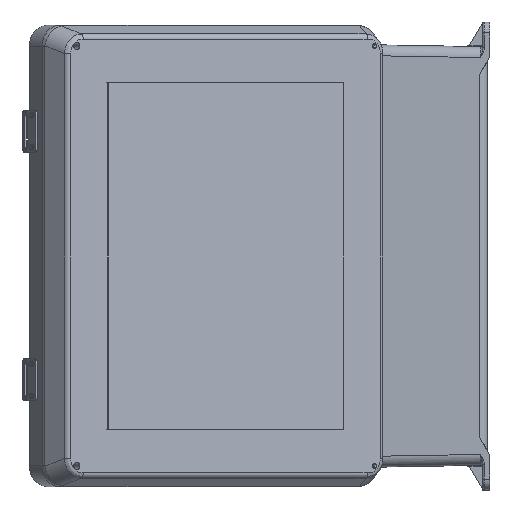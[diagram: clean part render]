
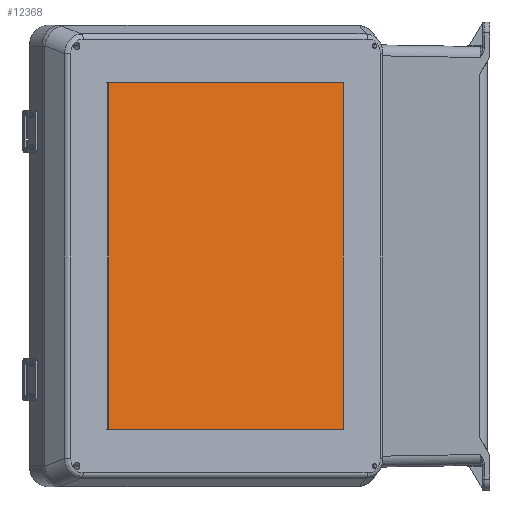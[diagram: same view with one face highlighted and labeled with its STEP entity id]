
A CAD part, left-side view. The second image highlights one B-rep face of the part: STEP entity #12368.
In plain terms, the highlighted face is planar.
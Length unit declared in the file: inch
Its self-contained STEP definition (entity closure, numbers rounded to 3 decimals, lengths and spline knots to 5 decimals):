
#834 = EDGE_CURVE ( 'NONE', #16143, #16144, #41802, .T. ) ;
#878 = EDGE_CURVE ( 'NONE', #16141, #16143, #41831, .T. ) ;
#882 = EDGE_CURVE ( 'NONE', #16150, #16141, #41834, .T. ) ;
#890 = EDGE_CURVE ( 'NONE', #16144, #16150, #41842, .T. ) ;
#4561 = EDGE_LOOP ( 'NONE', ( #9806, #9807, #9832, #9831 ) ) ;
#5017 = CARTESIAN_POINT ( 'NONE',  ( -4., 0.22, 5. ) ) ;
#5019 = CARTESIAN_POINT ( 'NONE',  ( 4., 0.22, 5. ) ) ;
#5020 = CARTESIAN_POINT ( 'NONE',  ( 4., 0.22, -5. ) ) ;
#5026 = CARTESIAN_POINT ( 'NONE',  ( -4., 0.22, -5. ) ) ;
#9806 = ORIENTED_EDGE ( 'NONE', *, *, #878, .T. ) ;
#9807 = ORIENTED_EDGE ( 'NONE', *, *, #834, .T. ) ;
#9831 = ORIENTED_EDGE ( 'NONE', *, *, #882, .T. ) ;
#9832 = ORIENTED_EDGE ( 'NONE', *, *, #890, .T. ) ;
#12368 = ADVANCED_FACE ( 'NONE', ( #39428 ), #24832, .T. ) ;
#16141 = VERTEX_POINT ( 'NONE', #5017 ) ;
#16143 = VERTEX_POINT ( 'NONE', #5019 ) ;
#16144 = VERTEX_POINT ( 'NONE', #5020 ) ;
#16150 = VERTEX_POINT ( 'NONE', #5026 ) ;
#24832 = PLANE ( 'NONE',  #33921 ) ;
#24833 = CARTESIAN_POINT ( 'NONE',  ( 4.5, 0.22, -5.5 ) ) ;
#24838 = DIRECTION ( 'NONE',  ( 0., 1., 0. ) ) ;
#24839 = DIRECTION ( 'NONE',  ( 0., 0., 1. ) ) ;
#26835 = DIRECTION ( 'NONE',  ( 0., 0., 1. ) ) ;
#26836 = CARTESIAN_POINT ( 'NONE',  ( -4., 0.22, 5. ) ) ;
#26839 = DIRECTION ( 'NONE',  ( 1., 0., 0. ) ) ;
#26840 = CARTESIAN_POINT ( 'NONE',  ( 4., 0.22, 5. ) ) ;
#26844 = DIRECTION ( 'NONE',  ( -1., 0., 0. ) ) ;
#26846 = CARTESIAN_POINT ( 'NONE',  ( 4., 0.22, -5. ) ) ;
#26902 = DIRECTION ( 'NONE',  ( 0., 0., -1. ) ) ;
#26904 = CARTESIAN_POINT ( 'NONE',  ( 4., 0.22, 5. ) ) ;
#33921 = AXIS2_PLACEMENT_3D ( 'NONE', #24833, #24838, #24839 ) ;
#39428 = FACE_OUTER_BOUND ( 'NONE', #4561, .T. ) ;
#41802 = LINE ( 'NONE', #26904, #41805 ) ;
#41805 = VECTOR ( 'NONE', #26902, 39.37008 ) ;
#41831 = LINE ( 'NONE', #26840, #41833 ) ;
#41833 = VECTOR ( 'NONE', #26839, 39.37008 ) ;
#41834 = LINE ( 'NONE', #26836, #41837 ) ;
#41837 = VECTOR ( 'NONE', #26835, 39.37008 ) ;
#41842 = LINE ( 'NONE', #26846, #41844 ) ;
#41844 = VECTOR ( 'NONE', #26844, 39.37008 ) ;
